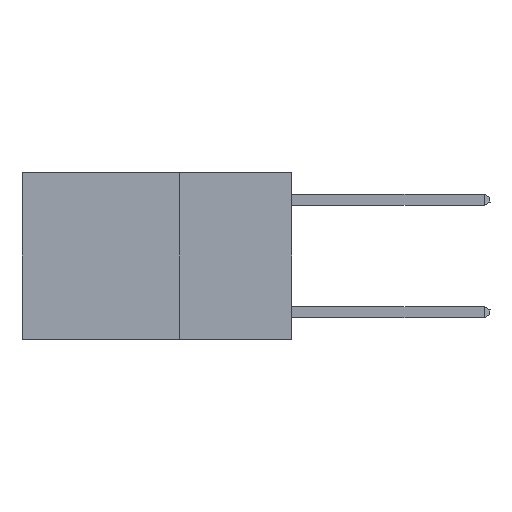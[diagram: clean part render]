
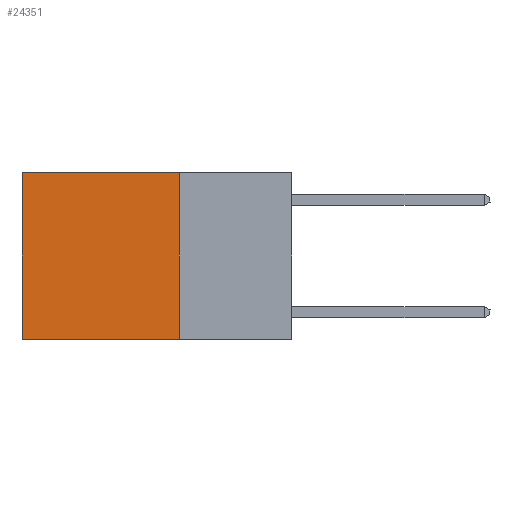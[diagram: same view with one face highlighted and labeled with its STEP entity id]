
A CAD part, left-side view. The second image highlights one B-rep face of the part: STEP entity #24351.
In plain terms, the highlighted planar face has unit normal (-1, 0, 0).
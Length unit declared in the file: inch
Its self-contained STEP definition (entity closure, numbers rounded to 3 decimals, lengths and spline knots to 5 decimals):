
#85 = LINE ( 'NONE', #14237, #18703 ) ;
#3173 = CARTESIAN_POINT ( 'NONE',  ( 0.2625, 0.25, -0.37 ) ) ;
#3961 = ORIENTED_EDGE ( 'NONE', *, *, #15086, .F. ) ;
#4947 = CARTESIAN_POINT ( 'NONE',  ( 0.2625, 0.25, 0. ) ) ;
#5357 = DIRECTION ( 'NONE',  ( 0., 0., -1. ) ) ;
#6871 = CARTESIAN_POINT ( 'NONE',  ( 0.2625, 0.25, -0.37 ) ) ;
#7364 = VERTEX_POINT ( 'NONE', #21089 ) ;
#7390 = ORIENTED_EDGE ( 'NONE', *, *, #10385, .F. ) ;
#7672 = CARTESIAN_POINT ( 'NONE',  ( 0.2625, 0.6, 0. ) ) ;
#9307 = EDGE_LOOP ( 'NONE', ( #27516, #3961, #7390, #19659 ) ) ;
#10385 = EDGE_CURVE ( 'NONE', #7364, #15679, #13651, .T. ) ;
#10783 = VERTEX_POINT ( 'NONE', #21424 ) ;
#11388 = CARTESIAN_POINT ( 'NONE',  ( 0.2625, 0.25, 0. ) ) ;
#11444 = FACE_OUTER_BOUND ( 'NONE', #9307, .T. ) ;
#11966 = EDGE_CURVE ( 'NONE', #21956, #10783, #85, .T. ) ;
#13651 = LINE ( 'NONE', #11388, #24206 ) ;
#14237 = CARTESIAN_POINT ( 'NONE',  ( 0.2625, 0.6, 0. ) ) ;
#14954 = EDGE_CURVE ( 'NONE', #7364, #21956, #17110, .T. ) ;
#15086 = EDGE_CURVE ( 'NONE', #15679, #10783, #18035, .T. ) ;
#15606 = VECTOR ( 'NONE', #22678, 39.37008 ) ;
#15679 = VERTEX_POINT ( 'NONE', #6871 ) ;
#17110 = LINE ( 'NONE', #22148, #24160 ) ;
#17893 = DIRECTION ( 'NONE',  ( 0., 1., 0. ) ) ;
#18035 = LINE ( 'NONE', #3173, #15606 ) ;
#18590 = AXIS2_PLACEMENT_3D ( 'NONE', #4947, #26689, #5357 ) ;
#18703 = VECTOR ( 'NONE', #21288, 39.37008 ) ;
#19659 = ORIENTED_EDGE ( 'NONE', *, *, #14954, .T. ) ;
#21089 = CARTESIAN_POINT ( 'NONE',  ( 0.2625, 0.25, 0. ) ) ;
#21288 = DIRECTION ( 'NONE',  ( 0., 0., -1. ) ) ;
#21424 = CARTESIAN_POINT ( 'NONE',  ( 0.2625, 0.6, -0.37 ) ) ;
#21956 = VERTEX_POINT ( 'NONE', #7672 ) ;
#22148 = CARTESIAN_POINT ( 'NONE',  ( 0.2625, 0.25, 0. ) ) ;
#22480 = PLANE ( 'NONE',  #18590 ) ;
#22678 = DIRECTION ( 'NONE',  ( 0., 1., 0. ) ) ;
#24100 = DIRECTION ( 'NONE',  ( 0., 0., -1. ) ) ;
#24160 = VECTOR ( 'NONE', #17893, 39.37008 ) ;
#24206 = VECTOR ( 'NONE', #24100, 39.37008 ) ;
#24351 = ADVANCED_FACE ( 'NONE', ( #11444 ), #22480, .F. ) ;
#26689 = DIRECTION ( 'NONE',  ( 1., 0., 0. ) ) ;
#27516 = ORIENTED_EDGE ( 'NONE', *, *, #11966, .T. ) ;
